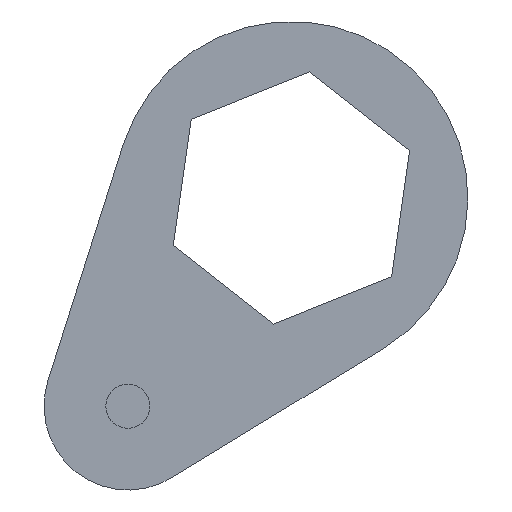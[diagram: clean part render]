
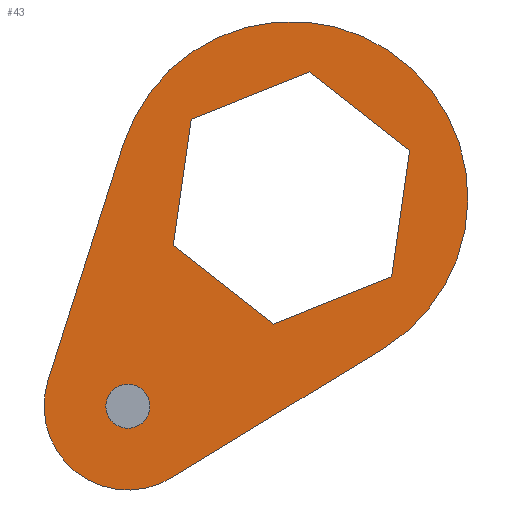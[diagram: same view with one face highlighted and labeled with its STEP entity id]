
A CAD part, left-side view. The second image highlights one B-rep face of the part: STEP entity #43.
In plain terms, the highlighted planar face has unit normal (-1, 0, 0).
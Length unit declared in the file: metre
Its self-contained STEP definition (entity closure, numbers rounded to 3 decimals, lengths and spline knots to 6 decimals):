
#43 = ADVANCED_FACE( '', ( #95, #96, #97 ), #98, .F. );
#95 = FACE_OUTER_BOUND( '', #160, .T. );
#96 = FACE_BOUND( '', #161, .T. );
#97 = FACE_BOUND( '', #162, .T. );
#98 = PLANE( '', #163 );
#160 = EDGE_LOOP( '', ( #224, #225, #226, #227 ) );
#161 = EDGE_LOOP( '', ( #228, #229, #230, #231, #232, #233 ) );
#162 = EDGE_LOOP( '', ( #234 ) );
#163 = AXIS2_PLACEMENT_3D( '', #235, #236, #237 );
#224 = ORIENTED_EDGE( '', *, *, #359, .T. );
#225 = ORIENTED_EDGE( '', *, *, #360, .F. );
#226 = ORIENTED_EDGE( '', *, *, #361, .F. );
#227 = ORIENTED_EDGE( '', *, *, #362, .F. );
#228 = ORIENTED_EDGE( '', *, *, #363, .T. );
#229 = ORIENTED_EDGE( '', *, *, #364, .T. );
#230 = ORIENTED_EDGE( '', *, *, #365, .T. );
#231 = ORIENTED_EDGE( '', *, *, #366, .T. );
#232 = ORIENTED_EDGE( '', *, *, #354, .T. );
#233 = ORIENTED_EDGE( '', *, *, #367, .T. );
#234 = ORIENTED_EDGE( '', *, *, #368, .T. );
#235 = CARTESIAN_POINT( '', ( 0.470314, 2.331934, 0.539962 ) );
#236 = DIRECTION( '', ( 1., 0., 0. ) );
#237 = DIRECTION( '', ( 0., 1., 0. ) );
#354 = EDGE_CURVE( '', #406, #407, #408, .T. );
#359 = EDGE_CURVE( '', #415, #416, #417, .T. );
#360 = EDGE_CURVE( '', #418, #416, #419, .T. );
#361 = EDGE_CURVE( '', #420, #418, #421, .T. );
#362 = EDGE_CURVE( '', #415, #420, #422, .T. );
#363 = EDGE_CURVE( '', #423, #424, #425, .T. );
#364 = EDGE_CURVE( '', #424, #426, #427, .T. );
#365 = EDGE_CURVE( '', #426, #428, #429, .T. );
#366 = EDGE_CURVE( '', #428, #406, #430, .T. );
#367 = EDGE_CURVE( '', #407, #423, #431, .T. );
#368 = EDGE_CURVE( '', #432, #432, #433, .T. );
#406 = VERTEX_POINT( '', #483 );
#407 = VERTEX_POINT( '', #484 );
#408 = LINE( '', #485, #486 );
#415 = VERTEX_POINT( '', #496 );
#416 = VERTEX_POINT( '', #497 );
#417 = LINE( '', #498, #499 );
#418 = VERTEX_POINT( '', #500 );
#419 = CIRCLE( '', #501, 0.012065 );
#420 = VERTEX_POINT( '', #502 );
#421 = LINE( '', #503, #504 );
#422 = CIRCLE( '', #505, 0.0254 );
#423 = VERTEX_POINT( '', #506 );
#424 = VERTEX_POINT( '', #507 );
#425 = LINE( '', #508, #509 );
#426 = VERTEX_POINT( '', #510 );
#427 = LINE( '', #511, #512 );
#428 = VERTEX_POINT( '', #513 );
#429 = LINE( '', #514, #515 );
#430 = LINE( '', #516, #517 );
#431 = LINE( '', #518, #519 );
#432 = VERTEX_POINT( '', #520 );
#433 = CIRCLE( '', #521, 0.003175 );
#483 = CARTESIAN_POINT( '', ( 0.470314, 2.246689, 0.586308 ) );
#484 = CARTESIAN_POINT( '', ( 0.470314, 2.244092, 0.604454 ) );
#485 = CARTESIAN_POINT( '', ( 0.470314, 2.245391, 0.595381 ) );
#486 = VECTOR( '', #585, 1. );
#496 = CARTESIAN_POINT( '', ( 0.470314, 2.253879, 0.600837 ) );
#497 = CARTESIAN_POINT( '', ( 0.470314, 2.264704, 0.566828 ) );
#498 = CARTESIAN_POINT( '', ( 0.470314, 2.259292, 0.583832 ) );
#499 = VECTOR( '', #589, 1. );
#500 = CARTESIAN_POINT( '', ( 0.470314, 2.246927, 0.552867 ) );
#501 = AXIS2_PLACEMENT_3D( '', #590, #591, #592 );
#502 = CARTESIAN_POINT( '', ( 0.470314, 2.216454, 0.571445 ) );
#503 = CARTESIAN_POINT( '', ( 0.470314, 2.231691, 0.562156 ) );
#504 = VECTOR( '', #593, 1. );
#505 = AXIS2_PLACEMENT_3D( '', #594, #595, #596 );
#506 = CARTESIAN_POINT( '', ( 0.470314, 2.227079, 0.611278 ) );
#507 = CARTESIAN_POINT( '', ( 0.470314, 2.212662, 0.599956 ) );
#508 = CARTESIAN_POINT( '', ( 0.470314, 2.219871, 0.605617 ) );
#509 = VECTOR( '', #597, 1. );
#510 = CARTESIAN_POINT( '', ( 0.470314, 2.215259, 0.58181 ) );
#511 = CARTESIAN_POINT( '', ( 0.470314, 2.213961, 0.590883 ) );
#512 = VECTOR( '', #598, 1. );
#513 = CARTESIAN_POINT( '', ( 0.470314, 2.232272, 0.574986 ) );
#514 = CARTESIAN_POINT( '', ( 0.470314, 2.223766, 0.578398 ) );
#515 = VECTOR( '', #599, 1. );
#516 = CARTESIAN_POINT( '', ( 0.470314, 2.239481, 0.580647 ) );
#517 = VECTOR( '', #600, 1. );
#518 = CARTESIAN_POINT( '', ( 0.470314, 2.235585, 0.607866 ) );
#519 = VECTOR( '', #601, 1. );
#520 = CARTESIAN_POINT( '', ( 0.470314, 2.253208, 0.559993 ) );
#521 = AXIS2_PLACEMENT_3D( '', #602, #603, #604 );
#585 = DIRECTION( '', ( 0., -0.142, 0.99 ) );
#589 = DIRECTION( '', ( 0., 0.303, -0.953 ) );
#590 = CARTESIAN_POINT( '', ( 0.470314, 2.253208, 0.563168 ) );
#591 = DIRECTION( '', ( 1., 0., 0. ) );
#592 = DIRECTION( '', ( 0., 0., -1. ) );
#593 = DIRECTION( '', ( 0., 0.854, -0.521 ) );
#594 = CARTESIAN_POINT( '', ( 0.470314, 2.229676, 0.593132 ) );
#595 = DIRECTION( '', ( 1., 0., 0. ) );
#596 = DIRECTION( '', ( 0., 0., -1. ) );
#597 = DIRECTION( '', ( 0., -0.786, -0.618 ) );
#598 = DIRECTION( '', ( 0., 0.142, -0.99 ) );
#599 = DIRECTION( '', ( 0., 0.928, -0.372 ) );
#600 = DIRECTION( '', ( 0., 0.786, 0.618 ) );
#601 = DIRECTION( '', ( 0., -0.928, 0.372 ) );
#602 = CARTESIAN_POINT( '', ( 0.470314, 2.253208, 0.563168 ) );
#603 = DIRECTION( '', ( 1., 0., 0. ) );
#604 = DIRECTION( '', ( 0., 0., -1. ) );
